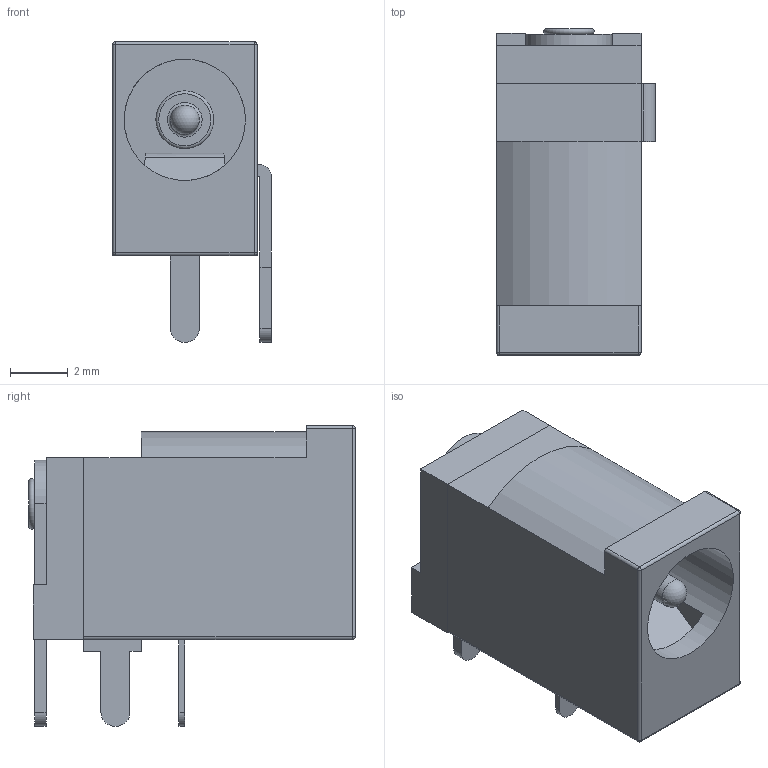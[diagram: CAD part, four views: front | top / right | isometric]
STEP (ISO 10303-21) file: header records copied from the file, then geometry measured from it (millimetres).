
FILE_DESCRIPTION( ( 'Unknown' ), '1' );
FILE_NAME( '694102303002.stp', 'Unknown', ( 'Unknown' ), ( 'Unknown' ), 'PSStep 17.0.49', 'Unknown', ' ' );
FILE_SCHEMA( ( 'AUTOMOTIVE_DESIGN { 1 0 10303 214 1 1 1 1 }' ) );
Length unit declared in the file: millimetre
Products named in the file (7): Assem1; 6941xx303003; 694106301002_PinContact; 6941xx303003_Back; 6941xx303003_PinContact2; 6941xx303003_PinLame; 6941xx303003_PinBis
Assembly tree (6 placements, depth 2):
  Assem1
    6941xx303003
    694106301002_PinContact
    6941xx303003_Back
    6941xx303003_PinContact2
    6941xx303003_PinLame
    6941xx303003_PinBis
Bounding box: 5.5 x 11.3 x 10.4 mm (x, y, z)
Volume: 252.8 mm3; surface area: 836.2 mm2
Topology: 6 solids, 6 shells, 162 faces, 426 edges, 274 vertices
Faces by surface type: plane 105, cylinder 41, torus 9, sphere 5, bspline 2
Full cylindrical faces by diameter (mm): 1 x1, 1.1 x1, 1.3 x4, 2 x2, 4.2 x1
Entity records: 6232 total; most frequent: CARTESIAN_POINT 864, DIRECTION 830, ORIENTED_EDGE 794, EDGE_CURVE 397, LINE 298, VECTOR 298, VERTEX_POINT 268, AXIS2_PLACEMENT_3D 266
